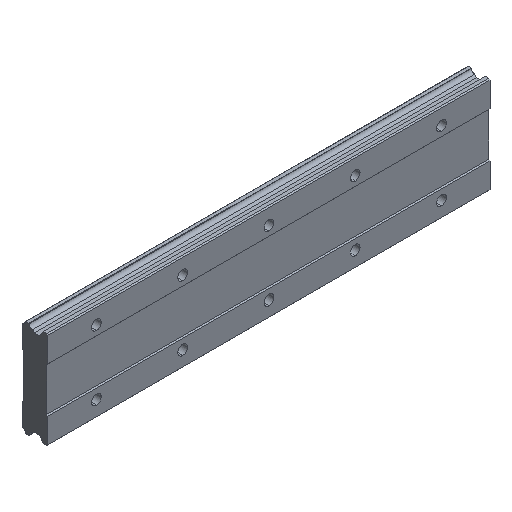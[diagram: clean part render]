
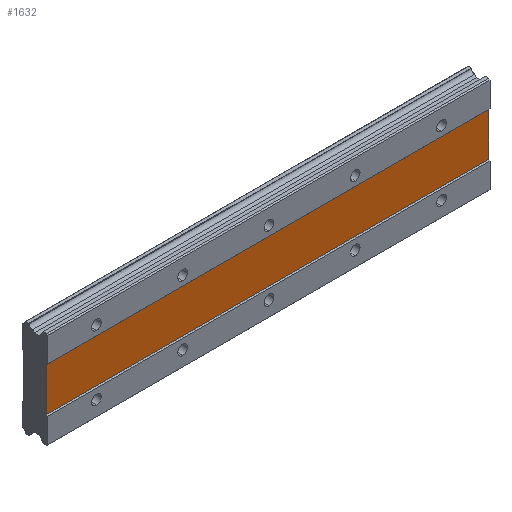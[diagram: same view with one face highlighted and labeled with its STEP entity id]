
A CAD part, isometric view. The second image highlights one B-rep face of the part: STEP entity #1632.
In plain terms, the highlighted planar face has unit normal (0, -1, 0).
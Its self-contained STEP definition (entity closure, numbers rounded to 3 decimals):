
#88 = DIRECTION ( 'NONE',  ( 0., 1., 0. ) ) ;
#208 = VECTOR ( 'NONE', #270, 1000. ) ;
#270 = DIRECTION ( 'NONE',  ( 0., 0., 1. ) ) ;
#286 = ORIENTED_EDGE ( 'NONE', *, *, #1303, .F. ) ;
#293 = FACE_OUTER_BOUND ( 'NONE', #300, .T. ) ;
#298 = AXIS2_PLACEMENT_3D ( 'NONE', #1149, #88, #1351 ) ;
#300 = EDGE_LOOP ( 'NONE', ( #286, #2355, #971, #2436 ) ) ;
#390 = VECTOR ( 'NONE', #1369, 1000. ) ;
#459 = EDGE_CURVE ( 'NONE', #544, #1245, #2608, .T. ) ;
#477 = CARTESIAN_POINT ( 'NONE',  ( -45., 1., 20. ) ) ;
#544 = VERTEX_POINT ( 'NONE', #847 ) ;
#545 = CARTESIAN_POINT ( 'NONE',  ( -45., 1., -20. ) ) ;
#737 = CARTESIAN_POINT ( 'NONE',  ( 365., 1., 20. ) ) ;
#785 = VERTEX_POINT ( 'NONE', #2584 ) ;
#847 = CARTESIAN_POINT ( 'NONE',  ( 365., 1., 20. ) ) ;
#853 = CARTESIAN_POINT ( 'NONE',  ( 365., 1., 20. ) ) ;
#971 = ORIENTED_EDGE ( 'NONE', *, *, #1824, .F. ) ;
#1071 = VERTEX_POINT ( 'NONE', #545 ) ;
#1149 = CARTESIAN_POINT ( 'NONE',  ( 365., 1., 20. ) ) ;
#1245 = VERTEX_POINT ( 'NONE', #1620 ) ;
#1257 = CARTESIAN_POINT ( 'NONE',  ( 365., 1., -20. ) ) ;
#1303 = EDGE_CURVE ( 'NONE', #1245, #1071, #1605, .T. ) ;
#1351 = DIRECTION ( 'NONE',  ( 0., 0., 1. ) ) ;
#1369 = DIRECTION ( 'NONE',  ( 0., 0., -1. ) ) ;
#1412 = EDGE_CURVE ( 'NONE', #1071, #785, #1494, .T. ) ;
#1430 = VECTOR ( 'NONE', #2483, 1000. ) ;
#1437 = VECTOR ( 'NONE', #2086, 1000. ) ;
#1494 = LINE ( 'NONE', #477, #208 ) ;
#1605 = LINE ( 'NONE', #1257, #1430 ) ;
#1620 = CARTESIAN_POINT ( 'NONE',  ( 365., 1., -20. ) ) ;
#1632 = ADVANCED_FACE ( 'NONE', ( #293 ), #1955, .F. ) ;
#1824 = EDGE_CURVE ( 'NONE', #785, #544, #2305, .T. ) ;
#1955 = PLANE ( 'NONE',  #298 ) ;
#2086 = DIRECTION ( 'NONE',  ( 1., 0., 0. ) ) ;
#2305 = LINE ( 'NONE', #853, #1437 ) ;
#2355 = ORIENTED_EDGE ( 'NONE', *, *, #459, .F. ) ;
#2436 = ORIENTED_EDGE ( 'NONE', *, *, #1412, .F. ) ;
#2483 = DIRECTION ( 'NONE',  ( -1., 0., 0. ) ) ;
#2584 = CARTESIAN_POINT ( 'NONE',  ( -45., 1., 20. ) ) ;
#2608 = LINE ( 'NONE', #737, #390 ) ;
